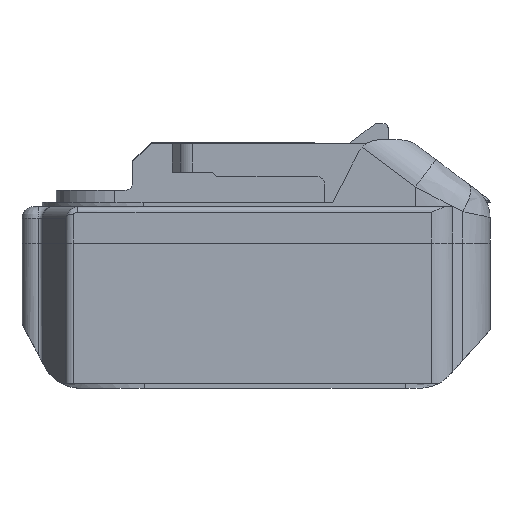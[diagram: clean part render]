
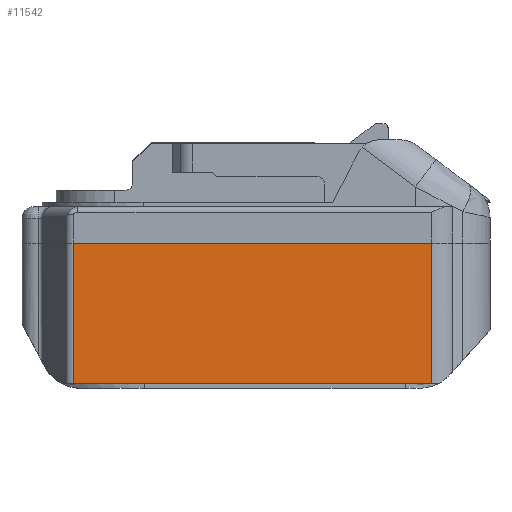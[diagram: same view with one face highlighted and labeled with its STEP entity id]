
A CAD part, front view. The second image highlights one B-rep face of the part: STEP entity #11542.
In plain terms, the highlighted planar face has unit normal (0, -1, 0).
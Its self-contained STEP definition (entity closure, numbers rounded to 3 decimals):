
#1187=FACE_OUTER_BOUND('',#1819,.T.);
#1819=EDGE_LOOP('',(#10135,#10136,#10137,#10138));
#3042=LINE('',#19121,#4336);
#3056=LINE('',#19180,#4350);
#3057=LINE('',#19184,#4351);
#3058=LINE('',#19185,#4352);
#4336=VECTOR('',#15302,10.);
#4350=VECTOR('',#15344,10.);
#4351=VECTOR('',#15349,10.);
#4352=VECTOR('',#15350,10.);
#5415=VERTEX_POINT('',#19118);
#5416=VERTEX_POINT('',#19120);
#5435=VERTEX_POINT('',#19179);
#5436=VERTEX_POINT('',#19183);
#7006=EDGE_CURVE('',#5416,#5415,#3042,.T.);
#7030=EDGE_CURVE('',#5435,#5416,#3056,.T.);
#7032=EDGE_CURVE('',#5436,#5415,#3057,.T.);
#7033=EDGE_CURVE('',#5436,#5435,#3058,.T.);
#10135=ORIENTED_EDGE('',*,*,#7006,.T.);
#10136=ORIENTED_EDGE('',*,*,#7032,.F.);
#10137=ORIENTED_EDGE('',*,*,#7033,.T.);
#10138=ORIENTED_EDGE('',*,*,#7030,.T.);
#10979=PLANE('',#12470);
#11542=ADVANCED_FACE('',(#1187),#10979,.T.);
#12470=AXIS2_PLACEMENT_3D('',#19182,#15347,#15348);
#15302=DIRECTION('',(1.,0.,0.));
#15344=DIRECTION('',(0.,0.,-1.));
#15347=DIRECTION('center_axis',(0.,-1.,0.));
#15348=DIRECTION('ref_axis',(-1.,0.,0.));
#15349=DIRECTION('',(0.,0.,-1.));
#15350=DIRECTION('',(-1.,0.,0.));
#19118=CARTESIAN_POINT('',(96.5,-37.5,-43.75));
#19120=CARTESIAN_POINT('',(7.713,-37.5,-43.75));
#19121=CARTESIAN_POINT('',(73.762,-37.5,-43.75));
#19179=CARTESIAN_POINT('',(7.713,-37.5,-9.));
#19180=CARTESIAN_POINT('',(7.713,-37.5,-9.));
#19182=CARTESIAN_POINT('Origin',(96.5,-37.5,-9.));
#19183=CARTESIAN_POINT('',(96.5,-37.5,-9.));
#19184=CARTESIAN_POINT('',(96.5,-37.5,-9.));
#19185=CARTESIAN_POINT('',(96.5,-37.5,-9.));
